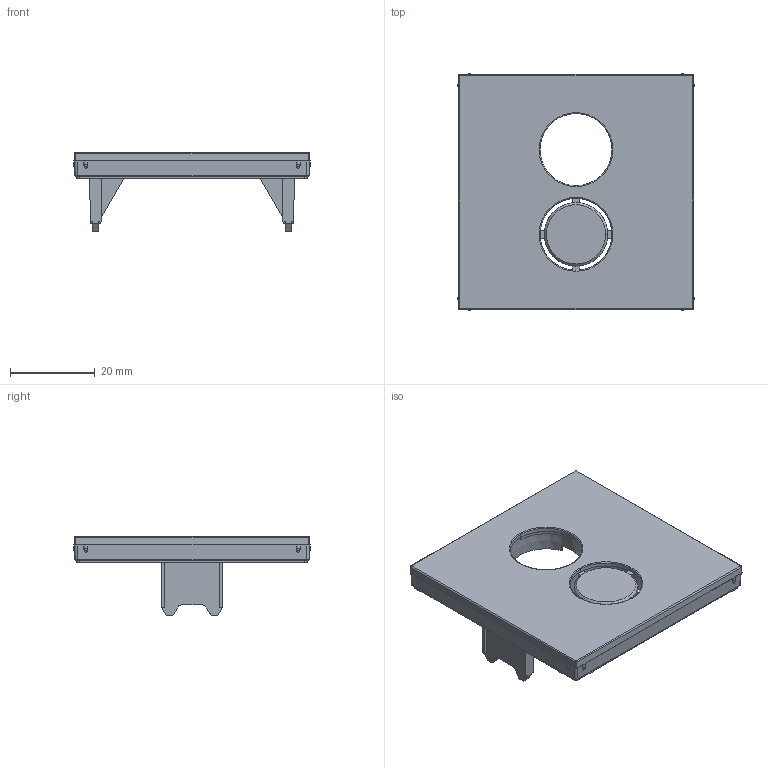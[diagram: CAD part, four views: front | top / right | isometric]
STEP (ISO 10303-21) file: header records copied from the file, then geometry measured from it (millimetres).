
FILE_DESCRIPTION((''),'2;1');
FILE_NAME('WAF1176_GEN_ASM','2025-03-19T08:49:28',('andolfs'),(''),'CREO PARAMETRIC BY PTC INC, 2023154','CREO PARAMETRIC BY PTC INC, 2023154','');
FILE_SCHEMA(('CONFIG_CONTROL_DESIGN','SHAPE_APPEARANCE_LAYERS_GROUPS'));
Length unit declared in the file: millimetre
Products named in the file (3): W4G0133_18; W1A2239_GEN; WAF1176_GEN_ASM
Assembly tree (2 placements, depth 2):
  WAF1176_GEN_ASM
    W4G0133_18
    W1A2239_GEN
Bounding box: 55.9 x 55.9 x 18.65 mm (x, y, z)
Volume: 8773.6 mm3; surface area: 10089 mm2
Topology: 1 solids, 1 shells, 656 faces, 1843 edges, 1207 vertices
Faces by surface type: plane 408, cylinder 114, extrusion 87, torus 16, cone 14, bspline 12, sphere 5
Entity records: 27710 total; most frequent: CARTESIAN_POINT 7532, ORIENTED_EDGE 3686, DIRECTION 2858, EDGE_CURVE 1843, VECTOR 1344, LINE 1257, VERTEX_POINT 1207, AXIS2_PLACEMENT_3D 757
